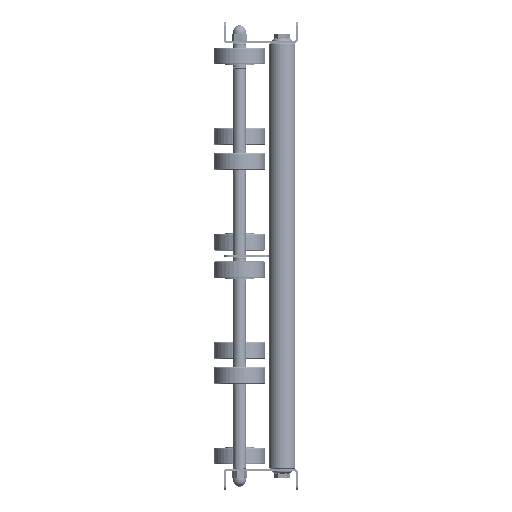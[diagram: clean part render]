
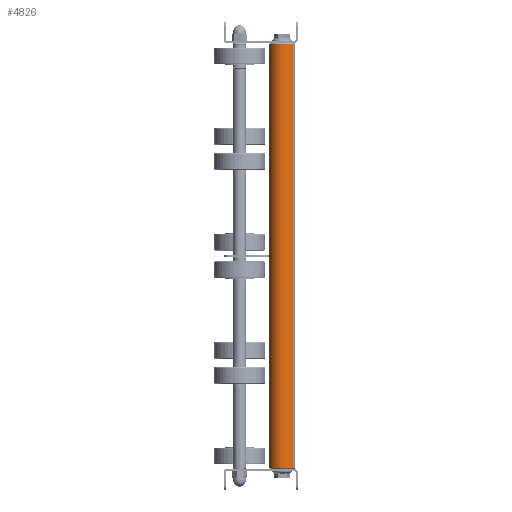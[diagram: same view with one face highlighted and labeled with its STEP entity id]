
A CAD part, left-side view. The second image highlights one B-rep face of the part: STEP entity #4826.
In plain terms, the highlighted cylindrical face has radius 12.5 mm (diameter 25 mm), a partial arc.
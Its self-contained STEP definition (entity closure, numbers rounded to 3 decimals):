
#189 = CARTESIAN_POINT ( 'NONE',  ( 400., 0., 12.5 ) ) ;
#495 = DIRECTION ( 'NONE',  ( 0., 0., -1. ) ) ;
#505 = AXIS2_PLACEMENT_3D ( 'NONE', #9674, #23458, #495 ) ;
#1929 = LINE ( 'NONE', #17780, #22729 ) ;
#1988 = ORIENTED_EDGE ( 'NONE', *, *, #24666, .T. ) ;
#3376 = FACE_OUTER_BOUND ( 'NONE', #26355, .T. ) ;
#3657 = CARTESIAN_POINT ( 'NONE',  ( 400., 0., 0. ) ) ;
#3699 = DIRECTION ( 'NONE',  ( 1., 0., 0. ) ) ;
#3801 = DIRECTION ( 'NONE',  ( -1., 0., 0. ) ) ;
#4056 = EDGE_CURVE ( 'NONE', #18482, #26750, #20185, .T. ) ;
#4826 = ADVANCED_FACE ( 'NONE', ( #3376 ), #19818, .T. ) ;
#5797 = AXIS2_PLACEMENT_3D ( 'NONE', #28903, #3699, #28744 ) ;
#6261 = CARTESIAN_POINT ( 'NONE',  ( 1., 0., 12.5 ) ) ;
#7462 = AXIS2_PLACEMENT_3D ( 'NONE', #3657, #3801, #12696 ) ;
#8745 = DIRECTION ( 'NONE',  ( -1., 0., 0. ) ) ;
#9674 = CARTESIAN_POINT ( 'NONE',  ( 399., 0., 0. ) ) ;
#10725 = VECTOR ( 'NONE', #22856, 1000. ) ;
#11256 = CARTESIAN_POINT ( 'NONE',  ( 1., 0., -12.5 ) ) ;
#12253 = EDGE_CURVE ( 'NONE', #20716, #28379, #1929, .T. ) ;
#12696 = DIRECTION ( 'NONE',  ( 0., 0., 1. ) ) ;
#13270 = CIRCLE ( 'NONE', #505, 12.5 ) ;
#13838 = CIRCLE ( 'NONE', #5797, 12.5 ) ;
#14983 = CARTESIAN_POINT ( 'NONE',  ( 399., 0., -12.5 ) ) ;
#17150 = ORIENTED_EDGE ( 'NONE', *, *, #12253, .F. ) ;
#17780 = CARTESIAN_POINT ( 'NONE',  ( 400., 0., -12.5 ) ) ;
#18482 = VERTEX_POINT ( 'NONE', #22696 ) ;
#19818 = CYLINDRICAL_SURFACE ( 'NONE', #7462, 12.5 ) ;
#20185 = LINE ( 'NONE', #189, #10725 ) ;
#20253 = ORIENTED_EDGE ( 'NONE', *, *, #4056, .T. ) ;
#20716 = VERTEX_POINT ( 'NONE', #14983 ) ;
#22580 = ORIENTED_EDGE ( 'NONE', *, *, #27207, .T. ) ;
#22696 = CARTESIAN_POINT ( 'NONE',  ( 399., 0., 12.5 ) ) ;
#22729 = VECTOR ( 'NONE', #8745, 1000. ) ;
#22856 = DIRECTION ( 'NONE',  ( -1., 0., 0. ) ) ;
#23458 = DIRECTION ( 'NONE',  ( -1., 0., 0. ) ) ;
#24666 = EDGE_CURVE ( 'NONE', #20716, #18482, #13270, .T. ) ;
#26355 = EDGE_LOOP ( 'NONE', ( #17150, #1988, #20253, #22580 ) ) ;
#26750 = VERTEX_POINT ( 'NONE', #6261 ) ;
#27207 = EDGE_CURVE ( 'NONE', #26750, #28379, #13838, .T. ) ;
#28379 = VERTEX_POINT ( 'NONE', #11256 ) ;
#28744 = DIRECTION ( 'NONE',  ( 0., 0., -1. ) ) ;
#28903 = CARTESIAN_POINT ( 'NONE',  ( 1., 0., 0. ) ) ;
